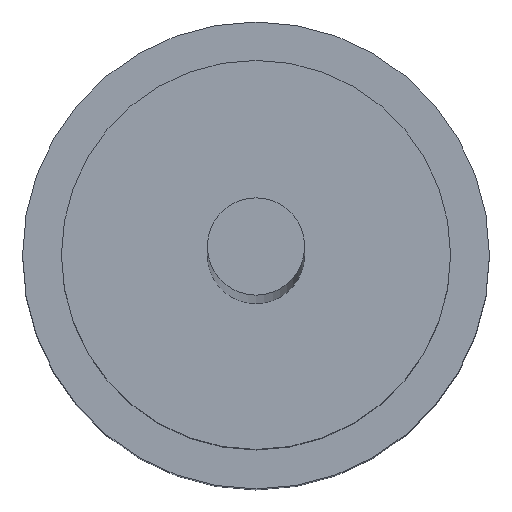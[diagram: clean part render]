
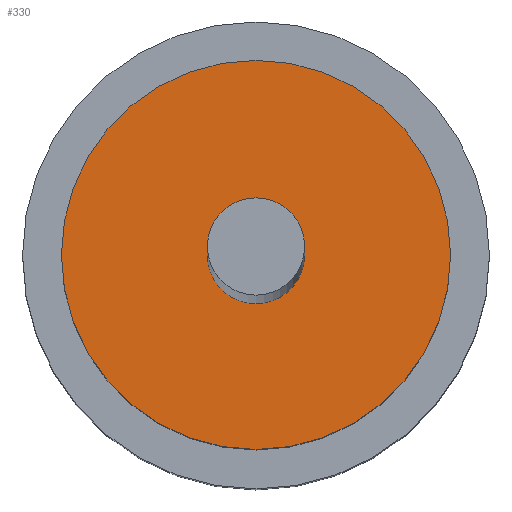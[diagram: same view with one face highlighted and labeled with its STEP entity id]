
A CAD part, top view. The second image highlights one B-rep face of the part: STEP entity #330.
In plain terms, the highlighted planar face has unit normal (0, 0, 1).
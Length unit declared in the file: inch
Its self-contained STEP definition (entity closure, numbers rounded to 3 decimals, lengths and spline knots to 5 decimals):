
#85=CARTESIAN_POINT('',(0.,0.,0.155));
#86=DIRECTION('',(0.,0.,1.));
#87=DIRECTION('',(1.,0.,0.));
#88=AXIS2_PLACEMENT_3D('',#85,#86,#87);
#90=CARTESIAN_POINT('',(0.,0.,0.155));
#91=DIRECTION('',(0.,0.,1.));
#92=DIRECTION('',(-1.,0.,0.));
#93=AXIS2_PLACEMENT_3D('',#90,#91,#92);
#95=CARTESIAN_POINT('',(0.,0.,0.155));
#96=DIRECTION('',(0.,0.,1.));
#97=DIRECTION('',(1.,0.,0.));
#98=AXIS2_PLACEMENT_3D('',#95,#96,#97);
#100=CARTESIAN_POINT('',(0.,0.,0.155));
#101=DIRECTION('',(0.,0.,1.));
#102=DIRECTION('',(-1.,0.,0.));
#103=AXIS2_PLACEMENT_3D('',#100,#101,#102);
#145=CARTESIAN_POINT('',(0.05,0.,0.155));
#146=CARTESIAN_POINT('',(-0.05,0.,0.155));
#147=VERTEX_POINT('',#145);
#148=VERTEX_POINT('',#146);
#177=CARTESIAN_POINT('',(0.0125,0.,0.155));
#178=CARTESIAN_POINT('',(-0.0125,0.,0.155));
#179=VERTEX_POINT('',#177);
#180=VERTEX_POINT('',#178);
#315=CARTESIAN_POINT('',(0.,0.,0.155));
#316=DIRECTION('',(0.,0.,1.));
#317=DIRECTION('',(1.,0.,0.));
#318=AXIS2_PLACEMENT_3D('',#315,#316,#317);
#319=PLANE('',#318);
#320=ORIENTED_EDGE('',*,*,#223,.F.);
#321=ORIENTED_EDGE('',*,*,#309,.F.);
#322=EDGE_LOOP('',(#320,#321));
#323=FACE_OUTER_BOUND('',#322,.F.);
#325=ORIENTED_EDGE('',*,*,#324,.T.);
#327=ORIENTED_EDGE('',*,*,#326,.T.);
#328=EDGE_LOOP('',(#325,#327));
#329=FACE_BOUND('',#328,.F.);
#89=CIRCLE('',#88,0.05);
#94=CIRCLE('',#93,0.05);
#99=CIRCLE('',#98,0.0125);
#104=CIRCLE('',#103,0.0125);
#223=EDGE_CURVE('',#147,#148,#89,.T.);
#309=EDGE_CURVE('',#148,#147,#94,.T.);
#324=EDGE_CURVE('',#179,#180,#99,.T.);
#326=EDGE_CURVE('',#180,#179,#104,.T.);
#330=ADVANCED_FACE('',(#323,#329),#319,.T.);
